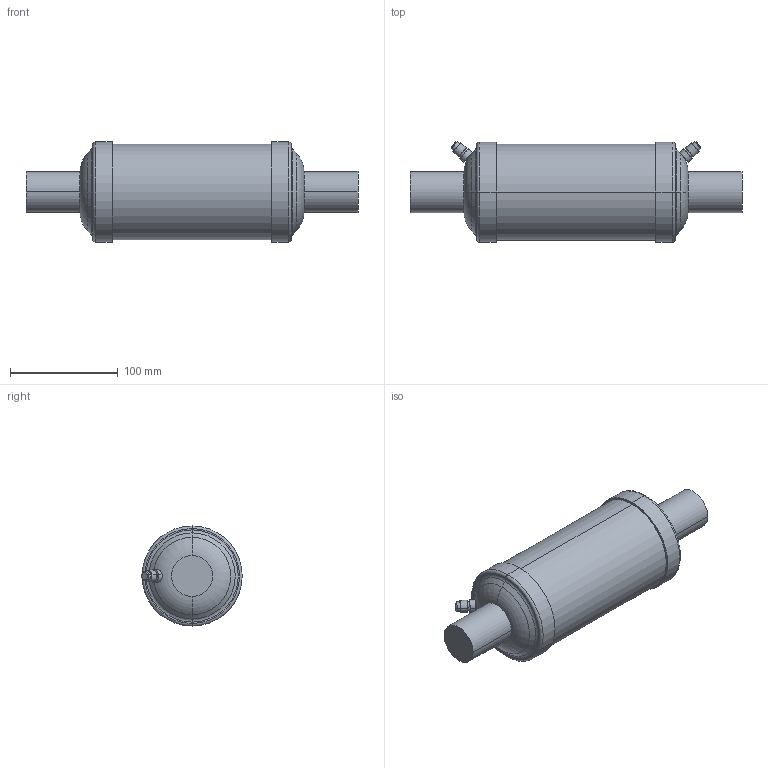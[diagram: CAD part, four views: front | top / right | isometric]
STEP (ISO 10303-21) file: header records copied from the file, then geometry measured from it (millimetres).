
FILE_DESCRIPTION (( 'STEP AP203' ), '1' );
FILE_NAME ('023Z2026R - DSF 7511sVV.STEP', '2022-12-16T10:44:23', ( '' ), ( '' ), 'SwSTEP 2.0', 'SolidWorks 2020', '' );
FILE_SCHEMA (( 'CONFIG_CONTROL_DESIGN' ));
Length unit declared in the file: millimetre
Products named in the file (1): 023Z2026R - DSF 7511sVV
Bounding box: 308 x 93.11 x 92.9 mm (x, y, z)
Volume: 1367047.4 mm3; surface area: 82100.8 mm2
Topology: 1 solids, 2 shells, 74 faces, 150 edges, 94 vertices
Faces by surface type: cylinder 34, plane 18, torus 14, cone 8
Entity records: 2169 total; most frequent: CARTESIAN_POINT 443, DIRECTION 400, ORIENTED_EDGE 300, AXIS2_PLACEMENT_3D 179, EDGE_CURVE 150, CIRCLE 104, VERTEX_POINT 94, EDGE_LOOP 90
